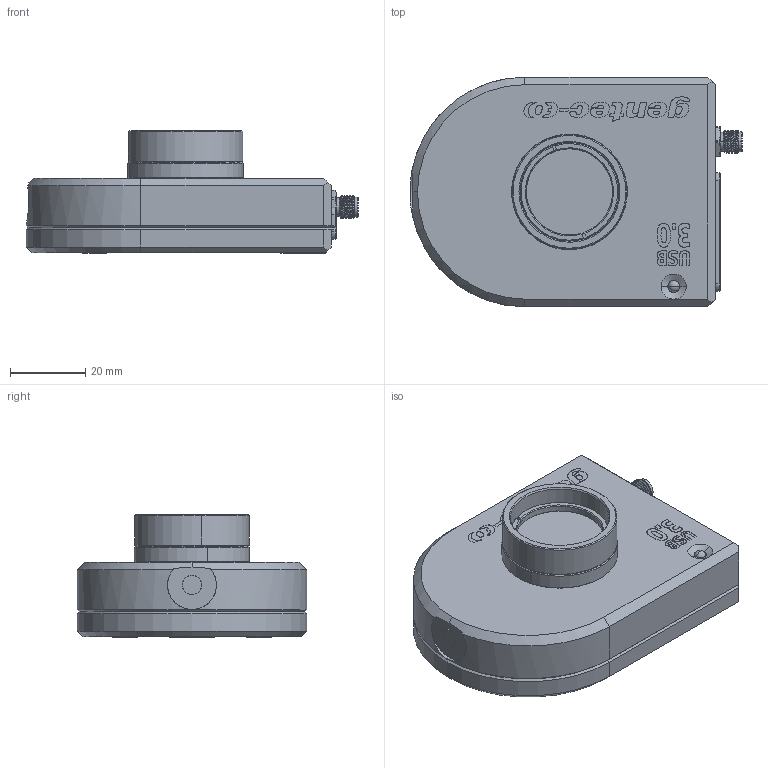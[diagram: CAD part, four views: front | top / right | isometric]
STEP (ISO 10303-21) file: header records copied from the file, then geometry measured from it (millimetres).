
FILE_DESCRIPTION (( 'STEP AP214' ), '1' );
FILE_NAME ('SK-9713 BEAMAGE.STEP', '2017-09-29T14:58:37', ( '' ), ( '' ), 'SwSTEP 2.0', 'SolidWorks 2016', '' );
FILE_SCHEMA (( 'AUTOMOTIVE_DESIGN' ));
Length unit declared in the file: millimetre
Products named in the file (1): SK-9713 BEAMAGE
Bounding box: 88.18 x 60.96 x 32.63 mm (x, y, z)
Volume: 95804.2 mm3; surface area: 36675.5 mm2
Topology: 8 solids, 13 shells, 8862 faces, 25710 edges, 17077 vertices
Faces by surface type: plane 8145, cylinder 398, bspline 178, cone 125, torus 16
Entity records: 401140 total; most frequent: CARTESIAN_POINT 71679, ORIENTED_EDGE 51404, DIRECTION 42824, EDGE_CURVE 25702, VECTOR 24192, LINE 24192, VERTEX_POINT 17077, AXIS2_PLACEMENT_3D 9316
